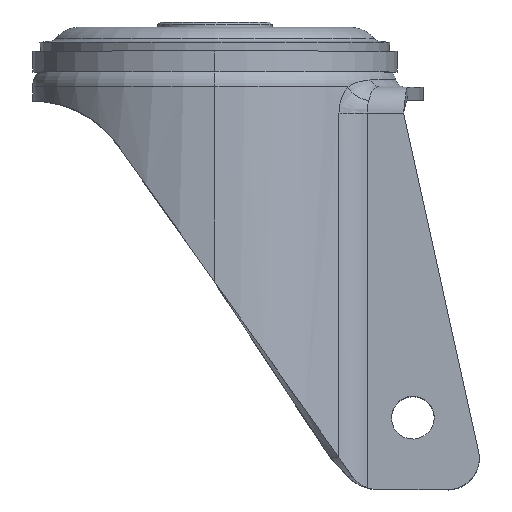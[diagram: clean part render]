
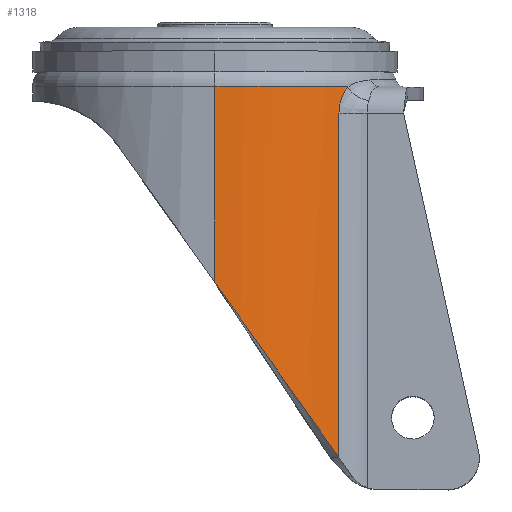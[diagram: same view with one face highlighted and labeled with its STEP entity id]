
A CAD part, top view. The second image highlights one B-rep face of the part: STEP entity #1318.
In plain terms, the highlighted cylindrical face has radius 35 mm (diameter 70 mm), a partial arc.
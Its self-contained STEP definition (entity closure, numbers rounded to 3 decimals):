
#156 = DIRECTION ( 'NONE',  ( 0., 1., 0. ) ) ;
#197 = CARTESIAN_POINT ( 'NONE',  ( 23.849, -16.857, 25.617 ) ) ;
#440 = CARTESIAN_POINT ( 'NONE',  ( 23.825, -83.656, 25.64 ) ) ;
#459 = CIRCLE ( 'NONE', #4443, 35. ) ;
#506 = CARTESIAN_POINT ( 'NONE',  ( 23.825, -17.5, 25.639 ) ) ;
#560 = CARTESIAN_POINT ( 'NONE',  ( 23.825, -83.656, 25.64 ) ) ;
#713 = VERTEX_POINT ( 'NONE', #560 ) ;
#716 = CARTESIAN_POINT ( 'NONE',  ( 1.231, -51.753, 34.999 ) ) ;
#868 = CARTESIAN_POINT ( 'NONE',  ( 23.825, -17.5, 25.639 ) ) ;
#895 = DIRECTION ( 'NONE',  ( 0., 1., 0. ) ) ;
#948 = CARTESIAN_POINT ( 'NONE',  ( 24.039, -15.586, 25.439 ) ) ;
#972 = ORIENTED_EDGE ( 'NONE', *, *, #4675, .F. ) ;
#979 = FACE_OUTER_BOUND ( 'NONE', #3166, .T. ) ;
#1183 = ORIENTED_EDGE ( 'NONE', *, *, #6572, .T. ) ;
#1186 = CARTESIAN_POINT ( 'NONE',  ( 23.825, -83.656, 25.64 ) ) ;
#1252 = CARTESIAN_POINT ( 'NONE',  ( 8.344, -61.797, 34.011 ) ) ;
#1299 = CARTESIAN_POINT ( 'NONE',  ( 23.877, -16.558, 25.591 ) ) ;
#1318 = ADVANCED_FACE ( 'NONE', ( #979 ), #5949, .T. ) ;
#1346 = VERTEX_POINT ( 'NONE', #4920 ) ;
#1468 = CARTESIAN_POINT ( 'NONE',  ( 23.886, -16.477, 25.582 ) ) ;
#1662 = CARTESIAN_POINT ( 'NONE',  ( 0., -50.015, 35. ) ) ;
#2067 = CARTESIAN_POINT ( 'NONE',  ( 23.966, -15.929, 25.508 ) ) ;
#2073 = DIRECTION ( 'NONE',  ( 0.729, 0., 0.684 ) ) ;
#2089 = EDGE_CURVE ( 'NONE', #3247, #1346, #459, .T. ) ;
#2100 = CARTESIAN_POINT ( 'NONE',  ( 24.158, -15.122, 25.326 ) ) ;
#2136 = CARTESIAN_POINT ( 'NONE',  ( 23.927, -16.161, 25.544 ) ) ;
#2615 = CARTESIAN_POINT ( 'NONE',  ( 23.891, -16.436, 25.578 ) ) ;
#2848 = CARTESIAN_POINT ( 'NONE',  ( 22.425, -81.679, 26.94 ) ) ;
#3033 = CARTESIAN_POINT ( 'NONE',  ( 23.825, -17.317, 25.639 ) ) ;
#3166 = EDGE_LOOP ( 'NONE', ( #5760, #972, #6928, #1183, #3963 ) ) ;
#3184 = CARTESIAN_POINT ( 'NONE',  ( 24.078, -15.416, 25.402 ) ) ;
#3247 = VERTEX_POINT ( 'NONE', #4690 ) ;
#3253 = CARTESIAN_POINT ( 'NONE',  ( 23.825, -39.552, 25.639 ) ) ;
#3359 = CARTESIAN_POINT ( 'NONE',  ( 12.652, -67.88, 32.652 ) ) ;
#3464 = CARTESIAN_POINT ( 'NONE',  ( 11.614, -66.414, 33.037 ) ) ;
#3660 = CARTESIAN_POINT ( 'NONE',  ( 24.17, -15.08, 25.314 ) ) ;
#3703 = B_SPLINE_CURVE_WITH_KNOTS ( 'NONE', 3,
 ( #868, #3033, #6307, #197, #6702, #1299, #1468, #2615, #4787, #4820, #4746, #2136, #2067, #948, #3184, #6469, #2100, #3660, #4288, #5240, #6434, #3722, #5809 ),
 .UNSPECIFIED., .F., .F.,
 ( 4, 2, 1, 1, 1, 1, 2, 2, 2, 1, 1, 1, 2, 2, 4 ),
 ( 0., 0.125, 0.187, 0.219, 0.234, 0.242, 0.246, 0.25, 0.375, 0.437, 0.469, 0.484, 0.492, 0.5, 1. ),
 .UNSPECIFIED. ) ;
#3722 = CARTESIAN_POINT ( 'NONE',  ( 24.942, -13.153, 24.57 ) ) ;
#3795 = DIRECTION ( 'NONE',  ( 0., -1., 0. ) ) ;
#3856 = CARTESIAN_POINT ( 'NONE',  ( 17.489, -74.71, 30.385 ) ) ;
#3963 = ORIENTED_EDGE ( 'NONE', *, *, #2089, .T. ) ;
#3977 = CARTESIAN_POINT ( 'NONE',  ( 23.825, -17.5, 25.639 ) ) ;
#4142 = CARTESIAN_POINT ( 'NONE',  ( 0., -111.94, 35. ) ) ;
#4283 = VERTEX_POINT ( 'NONE', #3977 ) ;
#4288 = CARTESIAN_POINT ( 'NONE',  ( 24.178, -15.052, 25.306 ) ) ;
#4334 = B_SPLINE_CURVE_WITH_KNOTS ( 'NONE', 3,
 ( #1186, #2848, #6682, #3856, #6114, #3359, #3464, #4384, #1252, #6533, #4984, #4529, #716, #1662 ),
 .UNSPECIFIED., .F., .F.,
 ( 4, 2, 2, 2, 2, 2, 4 ),
 ( 0., 0.25, 0.5, 0.625, 0.75, 0.875, 1. ),
 .UNSPECIFIED. ) ;
#4355 = CARTESIAN_POINT ( 'NONE',  ( 0., -111.94, 0. ) ) ;
#4384 = CARTESIAN_POINT ( 'NONE',  ( 9.46, -63.373, 33.716 ) ) ;
#4408 = VECTOR ( 'NONE', #895, 1000. ) ;
#4430 = DIRECTION ( 'NONE',  ( 0., 0., -1. ) ) ;
#4443 = AXIS2_PLACEMENT_3D ( 'NONE', #6978, #3795, #2073 ) ;
#4488 = CARTESIAN_POINT ( 'NONE',  ( 0., -50.015, 35. ) ) ;
#4529 = CARTESIAN_POINT ( 'NONE',  ( 2.458, -53.485, 34.934 ) ) ;
#4675 = EDGE_CURVE ( 'NONE', #713, #5755, #4334, .T. ) ;
#4690 = CARTESIAN_POINT ( 'NONE',  ( 25.531, -12.414, 23.941 ) ) ;
#4709 = AXIS2_PLACEMENT_3D ( 'NONE', #4355, #156, #4430 ) ;
#4744 = EDGE_CURVE ( 'NONE', #5755, #1346, #6297, .T. ) ;
#4746 = CARTESIAN_POINT ( 'NONE',  ( 23.895, -16.403, 25.574 ) ) ;
#4750 = CARTESIAN_POINT ( 'NONE',  ( 23.825, -61.604, 25.64 ) ) ;
#4787 = CARTESIAN_POINT ( 'NONE',  ( 23.893, -16.419, 25.576 ) ) ;
#4820 = CARTESIAN_POINT ( 'NONE',  ( 23.895, -16.407, 25.574 ) ) ;
#4920 = CARTESIAN_POINT ( 'NONE',  ( 0., -12.414, 35. ) ) ;
#4984 = CARTESIAN_POINT ( 'NONE',  ( 4.867, -56.887, 34.682 ) ) ;
#5240 = CARTESIAN_POINT ( 'NONE',  ( 24.182, -15.04, 25.303 ) ) ;
#5755 = VERTEX_POINT ( 'NONE', #4488 ) ;
#5760 = ORIENTED_EDGE ( 'NONE', *, *, #4744, .F. ) ;
#5809 = CARTESIAN_POINT ( 'NONE',  ( 25.531, -12.414, 23.941 ) ) ;
#5949 = CYLINDRICAL_SURFACE ( 'NONE', #4709, 35. ) ;
#6094 = EDGE_CURVE ( 'NONE', #4283, #713, #6401, .T. ) ;
#6114 = CARTESIAN_POINT ( 'NONE',  ( 15.649, -72.112, 31.382 ) ) ;
#6297 = LINE ( 'NONE', #4142, #4408 ) ;
#6307 = CARTESIAN_POINT ( 'NONE',  ( 23.831, -17.133, 25.634 ) ) ;
#6401 = B_SPLINE_CURVE_WITH_KNOTS ( 'NONE', 3,
 ( #506, #3253, #4750, #440 ),
 .UNSPECIFIED., .F., .F.,
 ( 4, 4 ),
 ( 0., 1. ),
 .UNSPECIFIED. ) ;
#6434 = CARTESIAN_POINT ( 'NONE',  ( 24.483, -14.029, 25.015 ) ) ;
#6469 = CARTESIAN_POINT ( 'NONE',  ( 24.13, -15.219, 25.352 ) ) ;
#6533 = CARTESIAN_POINT ( 'NONE',  ( 6.047, -58.554, 34.494 ) ) ;
#6572 = EDGE_CURVE ( 'NONE', #4283, #3247, #3703, .T. ) ;
#6682 = CARTESIAN_POINT ( 'NONE',  ( 20.875, -79.491, 28.166 ) ) ;
#6702 = CARTESIAN_POINT ( 'NONE',  ( 23.86, -16.719, 25.607 ) ) ;
#6928 = ORIENTED_EDGE ( 'NONE', *, *, #6094, .F. ) ;
#6978 = CARTESIAN_POINT ( 'NONE',  ( 0., -12.414, 0. ) ) ;
